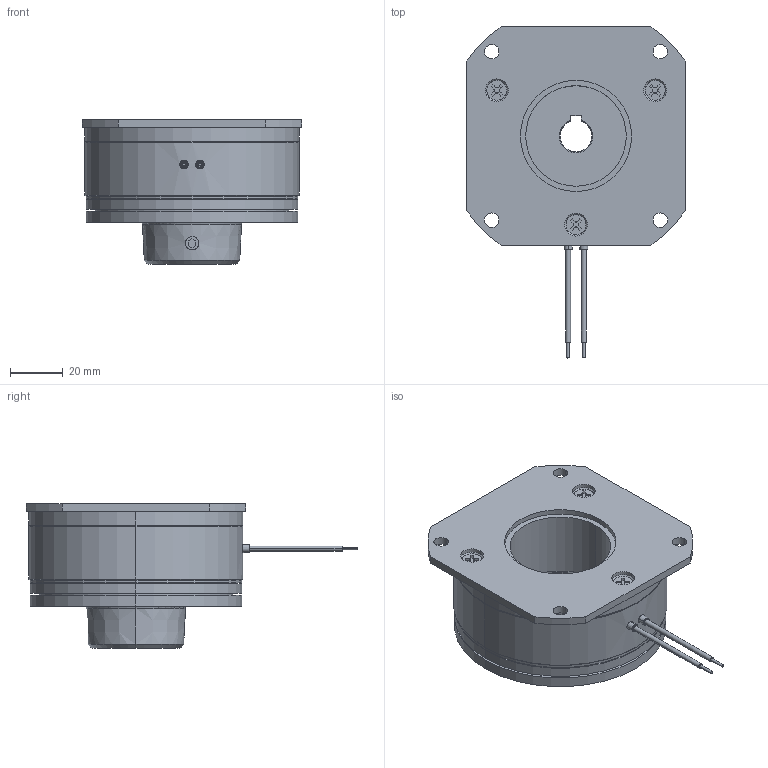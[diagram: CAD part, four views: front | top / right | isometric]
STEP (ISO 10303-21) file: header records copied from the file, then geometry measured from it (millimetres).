
FILE_DESCRIPTION (( 'STEP AP214' ), '1' );
FILE_NAME ('dr_bk_07P1-230_mu.STEP', '2021-11-30T13:43:08', ( '' ), ( '' ), 'SwSTEP 2.0', 'SolidWorks 2019', '' );
FILE_SCHEMA (( 'AUTOMOTIVE_DESIGN' ));
Length unit declared in the file: millimetre
Products named in the file (11): 10068805_000; 10068970_000; 10068806_000_Eingebaut in 07.P1.020-0387__; 10069024_000; 10069448_000; dr_bk_07P1-230_mu; 10069025_000; 10069026_000; 10068793_000_M6x10 ISO 4026; 10068806_000_Einbaul„nge 3mm; 10069449_000
Assembly tree (19 placements, depth 4):
  dr_bk_07P1-230_mu
    10068970_000
    10069448_000
      10069449_000
      10069025_000
        10069024_000
        10068805_000  x3
        10069026_000
        10068806_000_Einbaul„nge 3mm  x3
      10068806_000_Eingebaut in 07.P1.020-0387__  x3
      10068805_000  x3
      10068793_000_M6x10 ISO 4026
Bounding box: 83 x 125.3 x 54.7 mm (x, y, z)
Volume: 169861.7 mm3; surface area: 51848.1 mm2
Topology: 19 solids, 19 shells, 645 faces, 1617 edges, 1030 vertices
Faces by surface type: plane 204, cylinder 177, bspline 111, cone 110, torus 31, sphere 12
Entity records: 26033 total; most frequent: CARTESIAN_POINT 11032, ORIENTED_EDGE 2786, DIRECTION 2375, EDGE_CURVE 1393, VERTEX_POINT 902, AXIS2_PLACEMENT_3D 867, VECTOR 641, LINE 641
